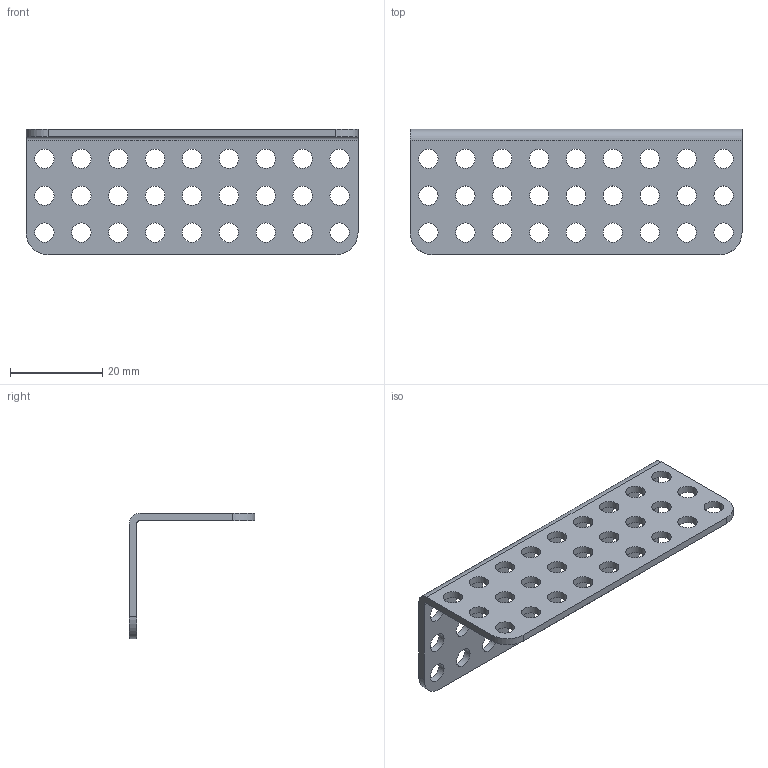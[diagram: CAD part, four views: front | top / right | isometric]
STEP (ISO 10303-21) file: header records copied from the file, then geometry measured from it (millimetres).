
FILE_DESCRIPTION(/* description */ (''),/* implementation_level */ '2;1');
FILE_NAME(/* name */ 'Matrix_03-0031.ipt.stp',/* time_stamp */ '2014-12-18T17:42:01-08:00',/* author */ ('Autodesk Inc.'),/* organization */ ('Autodesk Inc.'),/* preprocessor_version */ 'ST-DEVELOPER v15.6',/* originating_system */ 'Autodesk Inventor 2015',/* authorisation */ '');
FILE_SCHEMA (('AUTOMOTIVE_DESIGN { 1 0 10303 214 3 1 1 }'));
Length unit declared in the file: millimetre
Products named in the file (1): Matrix_03-0031
Bounding box: 72 x 27.2 x 27.2 mm (x, y, z)
Volume: 4777.7 mm3; surface area: 7496.3 mm2
Topology: 1 solids, 1 shells, 68 faces, 198 edges, 132 vertices
Faces by surface type: cylinder 60, plane 8
Full cylindrical faces by diameter (mm): 4.2 x54
Entity records: 2292 total; most frequent: DIRECTION 402, CARTESIAN_POINT 345, ORIENTED_EDGE 288, EDGE_LOOP 230, AXIS2_PLACEMENT_3D 189, FACE_BOUND 162, EDGE_CURVE 144, VERTEX_POINT 132
